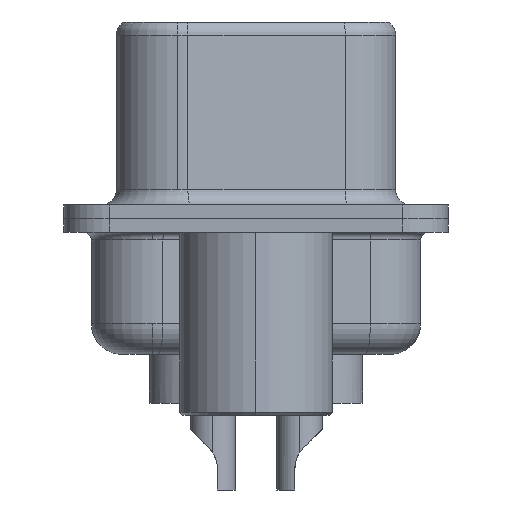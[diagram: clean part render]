
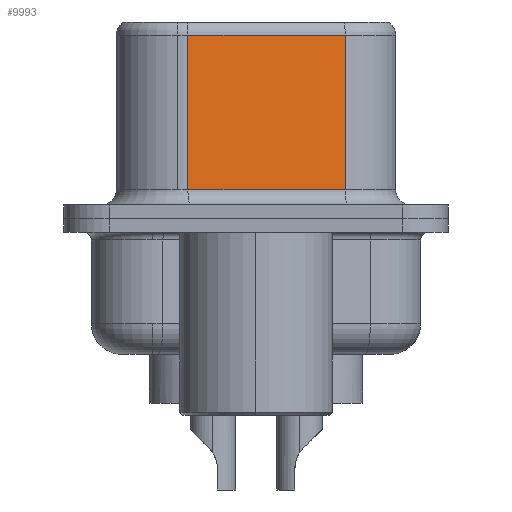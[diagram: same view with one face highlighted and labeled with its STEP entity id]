
A CAD part, left-side view. The second image highlights one B-rep face of the part: STEP entity #9993.
In plain terms, the highlighted planar face has unit normal (-0.985, -0.174, 0).
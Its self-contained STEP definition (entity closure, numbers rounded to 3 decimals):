
#205 = VECTOR ( 'NONE', #17579, 1000. ) ;
#485 = DIRECTION ( 'NONE',  ( 0., 0., -1. ) ) ;
#1066 = DIRECTION ( 'NONE',  ( -0.174, 0.985, 0. ) ) ;
#1342 = CARTESIAN_POINT ( 'NONE',  ( 4.58, -2.927, 6.52 ) ) ;
#2267 = CARTESIAN_POINT ( 'NONE',  ( 4.58, -2.927, 6.52 ) ) ;
#2946 = CARTESIAN_POINT ( 'NONE',  ( 4.58, -2.927, 6.02 ) ) ;
#3532 = VECTOR ( 'NONE', #485, 1000. ) ;
#3667 = CARTESIAN_POINT ( 'NONE',  ( 3.67, 2.233, 6.52 ) ) ;
#4006 = VERTEX_POINT ( 'NONE', #21489 ) ;
#4358 = CARTESIAN_POINT ( 'NONE',  ( 3.67, 2.233, 6.02 ) ) ;
#4515 = ORIENTED_EDGE ( 'NONE', *, *, #21800, .T. ) ;
#6202 = ORIENTED_EDGE ( 'NONE', *, *, #14099, .T. ) ;
#6992 = ORIENTED_EDGE ( 'NONE', *, *, #8309, .T. ) ;
#7096 = EDGE_LOOP ( 'NONE', ( #9408, #6202, #4515, #6992 ) ) ;
#7938 = PLANE ( 'NONE',  #15332 ) ;
#8309 = EDGE_CURVE ( 'NONE', #10908, #4006, #10756, .T. ) ;
#8349 = VECTOR ( 'NONE', #16060, 1000. ) ;
#8590 = VERTEX_POINT ( 'NONE', #4358 ) ;
#9408 = ORIENTED_EDGE ( 'NONE', *, *, #15713, .F. ) ;
#9653 = CARTESIAN_POINT ( 'NONE',  ( 3.67, 2.233, 0.95 ) ) ;
#9993 = ADVANCED_FACE ( 'NONE', ( #18875 ), #7938, .F. ) ;
#10756 = LINE ( 'NONE', #13823, #205 ) ;
#10908 = VERTEX_POINT ( 'NONE', #9653 ) ;
#11472 = DIRECTION ( 'NONE',  ( -0.174, 0.985, 0. ) ) ;
#12054 = VECTOR ( 'NONE', #1066, 1000. ) ;
#13823 = CARTESIAN_POINT ( 'NONE',  ( 4.58, -2.927, 0.95 ) ) ;
#13952 = LINE ( 'NONE', #1342, #8349 ) ;
#14099 = EDGE_CURVE ( 'NONE', #15186, #8590, #17218, .T. ) ;
#15186 = VERTEX_POINT ( 'NONE', #17160 ) ;
#15332 = AXIS2_PLACEMENT_3D ( 'NONE', #2267, #18761, #11472 ) ;
#15713 = EDGE_CURVE ( 'NONE', #15186, #4006, #13952, .T. ) ;
#16060 = DIRECTION ( 'NONE',  ( 0., 0., -1. ) ) ;
#17160 = CARTESIAN_POINT ( 'NONE',  ( 4.58, -2.927, 6.02 ) ) ;
#17218 = LINE ( 'NONE', #2946, #12054 ) ;
#17579 = DIRECTION ( 'NONE',  ( 0.174, -0.985, 0. ) ) ;
#18494 = LINE ( 'NONE', #3667, #3532 ) ;
#18761 = DIRECTION ( 'NONE',  ( 0.985, 0.174, 0. ) ) ;
#18875 = FACE_OUTER_BOUND ( 'NONE', #7096, .T. ) ;
#21489 = CARTESIAN_POINT ( 'NONE',  ( 4.58, -2.927, 0.95 ) ) ;
#21800 = EDGE_CURVE ( 'NONE', #8590, #10908, #18494, .T. ) ;
